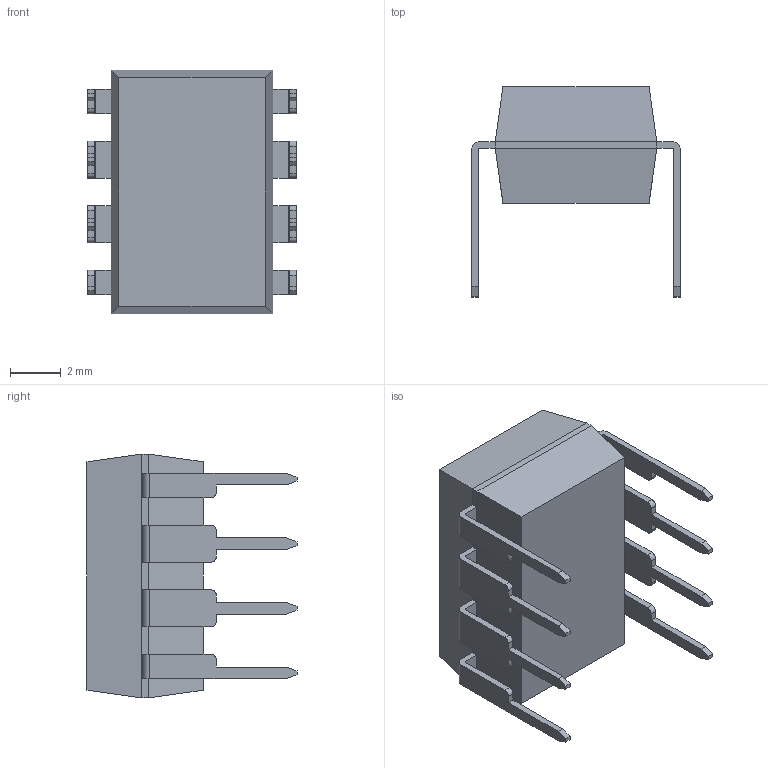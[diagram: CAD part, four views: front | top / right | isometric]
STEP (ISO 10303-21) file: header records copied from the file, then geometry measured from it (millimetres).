
FILE_DESCRIPTION (( 'STEP AP214' ), '1' );
FILE_NAME ('P8.STEP', '2023-12-21T20:59:55', ( '' ), ( '' ), 'SwSTEP 2.0', 'SolidWorks 2021', '' );
FILE_SCHEMA (( 'AUTOMOTIVE_DESIGN' ));
Length unit declared in the file: millimetre
Products named in the file (1): P8
Bounding box: 8.19 x 8.26 x 9.59 mm (x, y, z)
Volume: 269.2 mm3; surface area: 366.5 mm2
Topology: 10 solids, 10 shells, 153 faces, 388 edges, 256 vertices
Faces by surface type: plane 121, cylinder 32
Entity records: 4677 total; most frequent: CARTESIAN_POINT 798, ORIENTED_EDGE 776, DIRECTION 760, EDGE_CURVE 388, LINE 324, VECTOR 324, VERTEX_POINT 256, AXIS2_PLACEMENT_3D 218
